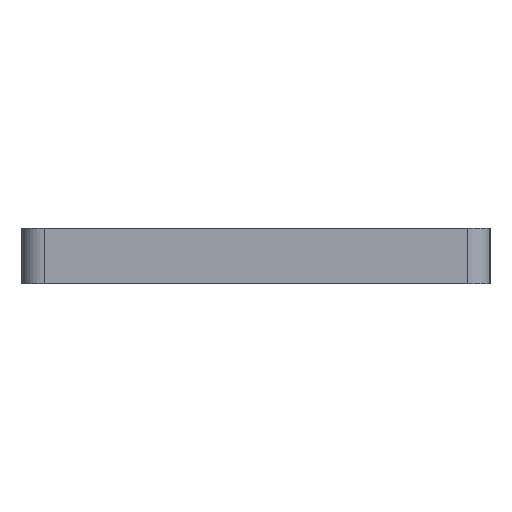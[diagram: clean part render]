
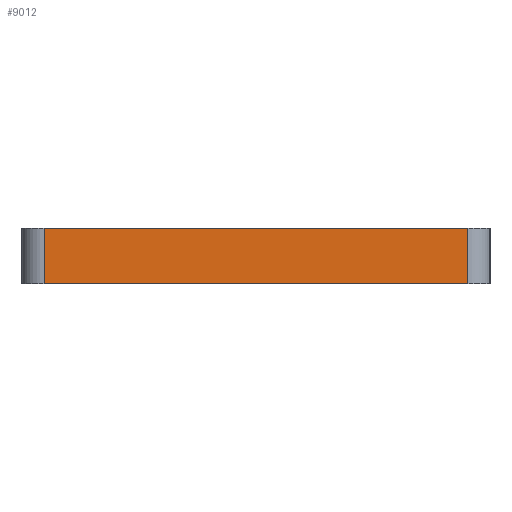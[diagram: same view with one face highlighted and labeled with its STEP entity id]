
A CAD part, left-side view. The second image highlights one B-rep face of the part: STEP entity #9012.
In plain terms, the highlighted planar face has unit normal (-1, 0, 0).
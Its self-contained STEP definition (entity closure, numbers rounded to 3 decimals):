
#218=FACE_OUTER_BOUND('',#818,.T.);
#818=EDGE_LOOP('',(#6467,#6468,#6469,#6470));
#1340=LINE('',#12344,#2568);
#1755=LINE('',#13241,#2983);
#1761=LINE('',#13251,#2989);
#1762=LINE('',#13253,#2990);
#2568=VECTOR('',#10035,10.);
#2983=VECTOR('',#10536,10.);
#2989=VECTOR('',#10550,10.);
#2990=VECTOR('',#10553,10.);
#3850=VERTEX_POINT('',#12341);
#3851=VERTEX_POINT('',#12343);
#4289=VERTEX_POINT('',#13238);
#4290=VERTEX_POINT('',#13240);
#4702=EDGE_CURVE('',#3850,#3851,#1340,.T.);
#5150=EDGE_CURVE('',#4289,#4290,#1755,.T.);
#5157=EDGE_CURVE('',#3851,#4289,#1761,.T.);
#5158=EDGE_CURVE('',#4290,#3850,#1762,.T.);
#6467=ORIENTED_EDGE('',*,*,#5157,.F.);
#6468=ORIENTED_EDGE('',*,*,#4702,.F.);
#6469=ORIENTED_EDGE('',*,*,#5158,.F.);
#6470=ORIENTED_EDGE('',*,*,#5150,.F.);
#8546=PLANE('',#9537);
#9012=ADVANCED_FACE('',(#218),#8546,.T.);
#9537=AXIS2_PLACEMENT_3D('',#13252,#10551,#10552);
#10035=DIRECTION('',(0.,1.,0.));
#10536=DIRECTION('',(0.,-1.,0.));
#10550=DIRECTION('',(0.,0.,1.));
#10551=DIRECTION('center_axis',(-1.,0.,0.));
#10552=DIRECTION('ref_axis',(0.,-1.,0.));
#10553=DIRECTION('',(0.,0.,-1.));
#12341=CARTESIAN_POINT('',(-3.975,0.258,-2.));
#12343=CARTESIAN_POINT('',(-3.975,76.528,-2.));
#12344=CARTESIAN_POINT('',(-3.975,-3.742,-2.));
#13238=CARTESIAN_POINT('',(-3.975,76.528,8.));
#13240=CARTESIAN_POINT('',(-3.975,0.258,8.));
#13241=CARTESIAN_POINT('',(-3.975,-3.742,8.));
#13251=CARTESIAN_POINT('',(-3.975,76.528,0.));
#13252=CARTESIAN_POINT('Origin',(-3.975,80.528,0.));
#13253=CARTESIAN_POINT('',(-3.975,0.258,0.));
